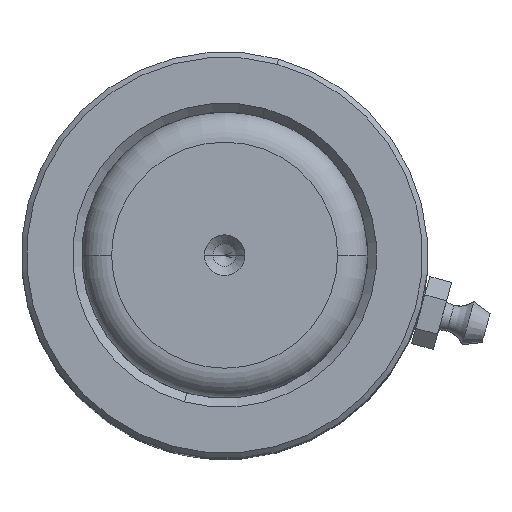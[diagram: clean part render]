
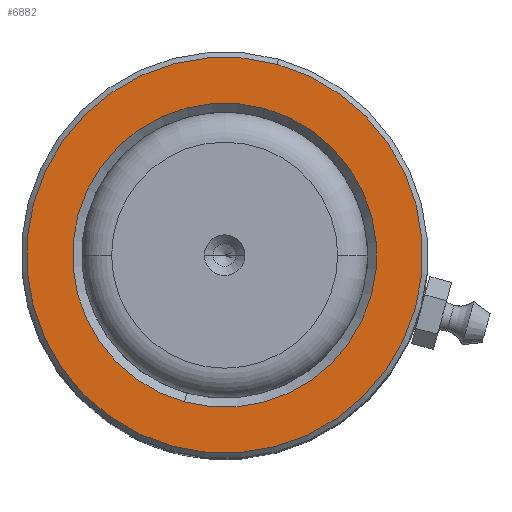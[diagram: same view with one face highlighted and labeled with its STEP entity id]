
A CAD part, top view. The second image highlights one B-rep face of the part: STEP entity #6882.
In plain terms, the highlighted planar face has unit normal (0, 0, 1).
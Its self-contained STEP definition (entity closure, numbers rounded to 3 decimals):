
#77 = CIRCLE ( 'NONE', #6609, 26.3 ) ;
#797 = DIRECTION ( 'NONE',  ( 1., 0., 0. ) ) ;
#839 = CIRCLE ( 'NONE', #3110, 20.2 ) ;
#963 = EDGE_LOOP ( 'NONE', ( #5212, #1803 ) ) ;
#1293 = CARTESIAN_POINT ( 'NONE',  ( 20.2, 0., 100. ) ) ;
#1502 = VERTEX_POINT ( 'NONE', #5716 ) ;
#1551 = EDGE_LOOP ( 'NONE', ( #6665, #4787 ) ) ;
#1589 = CIRCLE ( 'NONE', #6725, 26.3 ) ;
#1590 = DIRECTION ( 'NONE',  ( 0., 0., 1. ) ) ;
#1743 = CARTESIAN_POINT ( 'NONE',  ( 0., 0., 100. ) ) ;
#1803 = ORIENTED_EDGE ( 'NONE', *, *, #3846, .T. ) ;
#2176 = CARTESIAN_POINT ( 'NONE',  ( 0., 0., 100. ) ) ;
#2501 = CARTESIAN_POINT ( 'NONE',  ( 0., 0., 100. ) ) ;
#2756 = CARTESIAN_POINT ( 'NONE',  ( -20.2, 0., 100. ) ) ;
#2872 = DIRECTION ( 'NONE',  ( 1., 0., 0. ) ) ;
#2891 = CARTESIAN_POINT ( 'NONE',  ( -26.3, 0., 100. ) ) ;
#2980 = CARTESIAN_POINT ( 'NONE',  ( 0., 0., 100. ) ) ;
#3104 = DIRECTION ( 'NONE',  ( 0., 0., 1. ) ) ;
#3110 = AXIS2_PLACEMENT_3D ( 'NONE', #2176, #8347, #2872 ) ;
#3370 = VERTEX_POINT ( 'NONE', #1293 ) ;
#3461 = CARTESIAN_POINT ( 'NONE',  ( 0., 0., 100. ) ) ;
#3846 = EDGE_CURVE ( 'NONE', #1502, #8466, #77, .T. ) ;
#3855 = DIRECTION ( 'NONE',  ( 1., 0., 0. ) ) ;
#4110 = VERTEX_POINT ( 'NONE', #2756 ) ;
#4561 = EDGE_CURVE ( 'NONE', #3370, #4110, #8100, .T. ) ;
#4787 = ORIENTED_EDGE ( 'NONE', *, *, #5498, .T. ) ;
#5212 = ORIENTED_EDGE ( 'NONE', *, *, #6501, .T. ) ;
#5296 = DIRECTION ( 'NONE',  ( 0., 0., 1. ) ) ;
#5489 = AXIS2_PLACEMENT_3D ( 'NONE', #3461, #6444, #797 ) ;
#5498 = EDGE_CURVE ( 'NONE', #4110, #3370, #839, .T. ) ;
#5716 = CARTESIAN_POINT ( 'NONE',  ( 26.3, 0., 100. ) ) ;
#6261 = AXIS2_PLACEMENT_3D ( 'NONE', #2980, #1590, #8461 ) ;
#6444 = DIRECTION ( 'NONE',  ( 0., 0., -1. ) ) ;
#6501 = EDGE_CURVE ( 'NONE', #8466, #1502, #1589, .T. ) ;
#6609 = AXIS2_PLACEMENT_3D ( 'NONE', #1743, #3104, #7950 ) ;
#6665 = ORIENTED_EDGE ( 'NONE', *, *, #4561, .T. ) ;
#6725 = AXIS2_PLACEMENT_3D ( 'NONE', #2501, #5296, #3855 ) ;
#6882 = ADVANCED_FACE ( 'NONE', ( #7004, #7635 ), #7768, .T. ) ;
#7004 = FACE_OUTER_BOUND ( 'NONE', #963, .T. ) ;
#7635 = FACE_BOUND ( 'NONE', #1551, .T. ) ;
#7768 = PLANE ( 'NONE',  #6261 ) ;
#7950 = DIRECTION ( 'NONE',  ( 1., 0., 0. ) ) ;
#8100 = CIRCLE ( 'NONE', #5489, 20.2 ) ;
#8347 = DIRECTION ( 'NONE',  ( 0., 0., -1. ) ) ;
#8461 = DIRECTION ( 'NONE',  ( 1., 0., 0. ) ) ;
#8466 = VERTEX_POINT ( 'NONE', #2891 ) ;
